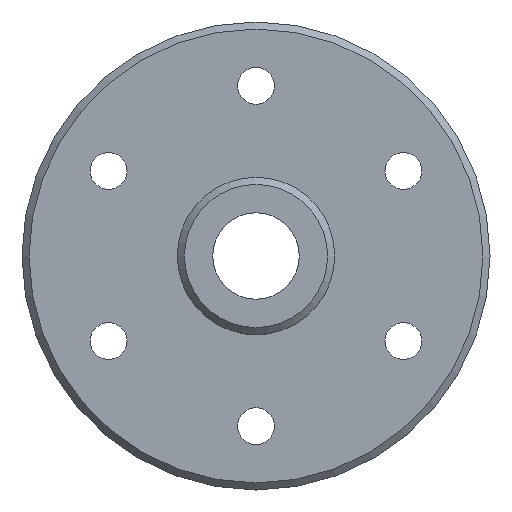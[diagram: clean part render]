
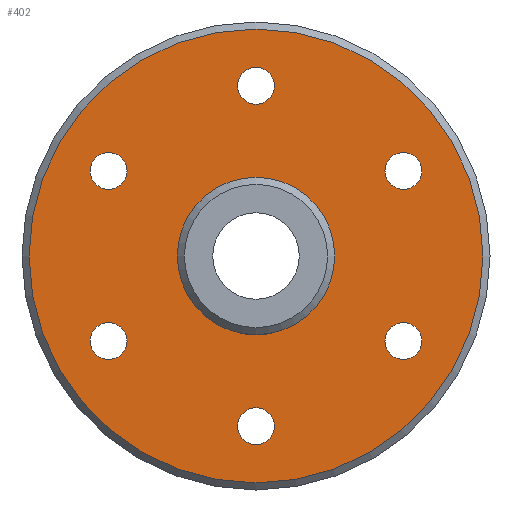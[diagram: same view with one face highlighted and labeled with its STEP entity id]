
A CAD part, front view. The second image highlights one B-rep face of the part: STEP entity #402.
In plain terms, the highlighted planar face has unit normal (0, -1, 0).
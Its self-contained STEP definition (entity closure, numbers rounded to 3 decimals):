
#75=FACE_BOUND('',#136,.T.);
#76=FACE_BOUND('',#137,.T.);
#77=FACE_BOUND('',#138,.T.);
#78=FACE_BOUND('',#139,.T.);
#79=FACE_BOUND('',#140,.T.);
#80=FACE_BOUND('',#141,.T.);
#81=FACE_BOUND('',#142,.T.);
#105=FACE_OUTER_BOUND('',#135,.T.);
#135=EDGE_LOOP('',(#323));
#136=EDGE_LOOP('',(#324));
#137=EDGE_LOOP('',(#325));
#138=EDGE_LOOP('',(#326));
#139=EDGE_LOOP('',(#327));
#140=EDGE_LOOP('',(#328));
#141=EDGE_LOOP('',(#329));
#142=EDGE_LOOP('',(#330));
#177=CIRCLE('',#454,32.);
#178=CIRCLE('',#456,11.1);
#179=CIRCLE('',#457,2.6);
#180=CIRCLE('',#458,2.6);
#181=CIRCLE('',#459,2.6);
#182=CIRCLE('',#460,2.6);
#183=CIRCLE('',#461,2.6);
#184=CIRCLE('',#462,2.6);
#211=VERTEX_POINT('',#735);
#212=VERTEX_POINT('',#739);
#213=VERTEX_POINT('',#741);
#214=VERTEX_POINT('',#743);
#215=VERTEX_POINT('',#745);
#216=VERTEX_POINT('',#747);
#217=VERTEX_POINT('',#749);
#218=VERTEX_POINT('',#751);
#252=EDGE_CURVE('',#211,#211,#177,.T.);
#254=EDGE_CURVE('',#212,#212,#178,.T.);
#255=EDGE_CURVE('',#213,#213,#179,.T.);
#256=EDGE_CURVE('',#214,#214,#180,.T.);
#257=EDGE_CURVE('',#215,#215,#181,.T.);
#258=EDGE_CURVE('',#216,#216,#182,.T.);
#259=EDGE_CURVE('',#217,#217,#183,.T.);
#260=EDGE_CURVE('',#218,#218,#184,.T.);
#323=ORIENTED_EDGE('',*,*,#252,.F.);
#324=ORIENTED_EDGE('',*,*,#254,.T.);
#325=ORIENTED_EDGE('',*,*,#255,.T.);
#326=ORIENTED_EDGE('',*,*,#256,.T.);
#327=ORIENTED_EDGE('',*,*,#257,.T.);
#328=ORIENTED_EDGE('',*,*,#258,.T.);
#329=ORIENTED_EDGE('',*,*,#259,.T.);
#330=ORIENTED_EDGE('',*,*,#260,.T.);
#386=PLANE('',#455);
#402=ADVANCED_FACE('',(#105,#75,#76,#77,#78,#79,#80,#81),#386,.F.);
#454=AXIS2_PLACEMENT_3D('',#736,#544,#545);
#455=AXIS2_PLACEMENT_3D('',#738,#547,#548);
#456=AXIS2_PLACEMENT_3D('',#740,#549,#550);
#457=AXIS2_PLACEMENT_3D('',#742,#551,#552);
#458=AXIS2_PLACEMENT_3D('',#744,#553,#554);
#459=AXIS2_PLACEMENT_3D('',#746,#555,#556);
#460=AXIS2_PLACEMENT_3D('',#748,#557,#558);
#461=AXIS2_PLACEMENT_3D('',#750,#559,#560);
#462=AXIS2_PLACEMENT_3D('',#752,#561,#562);
#544=DIRECTION('center_axis',(0.,1.,0.));
#545=DIRECTION('ref_axis',(1.,0.,0.));
#547=DIRECTION('center_axis',(0.,1.,0.));
#548=DIRECTION('ref_axis',(1.,0.,0.));
#549=DIRECTION('center_axis',(0.,1.,0.));
#550=DIRECTION('ref_axis',(1.,0.,0.));
#551=DIRECTION('center_axis',(0.,1.,0.));
#552=DIRECTION('ref_axis',(1.,0.,0.));
#553=DIRECTION('center_axis',(0.,1.,0.));
#554=DIRECTION('ref_axis',(1.,0.,0.));
#555=DIRECTION('center_axis',(0.,1.,0.));
#556=DIRECTION('ref_axis',(1.,0.,0.));
#557=DIRECTION('center_axis',(0.,1.,0.));
#558=DIRECTION('ref_axis',(1.,0.,0.));
#559=DIRECTION('center_axis',(0.,1.,0.));
#560=DIRECTION('ref_axis',(1.,0.,0.));
#561=DIRECTION('center_axis',(0.,1.,0.));
#562=DIRECTION('ref_axis',(1.,0.,0.));
#735=CARTESIAN_POINT('',(-32.,-4.,0.));
#736=CARTESIAN_POINT('Origin',(0.,-4.,0.));
#738=CARTESIAN_POINT('Origin',(0.,-4.,0.));
#739=CARTESIAN_POINT('',(-11.1,-4.,0.));
#740=CARTESIAN_POINT('Origin',(0.,-4.,0.));
#741=CARTESIAN_POINT('',(-2.6,-4.,24.));
#742=CARTESIAN_POINT('Origin',(0.,-4.,24.));
#743=CARTESIAN_POINT('',(-23.385,-4.,-12.));
#744=CARTESIAN_POINT('Origin',(-20.785,-4.,-12.));
#745=CARTESIAN_POINT('',(18.185,-4.,12.));
#746=CARTESIAN_POINT('Origin',(20.785,-4.,12.));
#747=CARTESIAN_POINT('',(-2.6,-4.,-24.));
#748=CARTESIAN_POINT('Origin',(0.,-4.,-24.));
#749=CARTESIAN_POINT('',(18.185,-4.,-12.));
#750=CARTESIAN_POINT('Origin',(20.785,-4.,-12.));
#751=CARTESIAN_POINT('',(-23.385,-4.,12.));
#752=CARTESIAN_POINT('Origin',(-20.785,-4.,12.));
